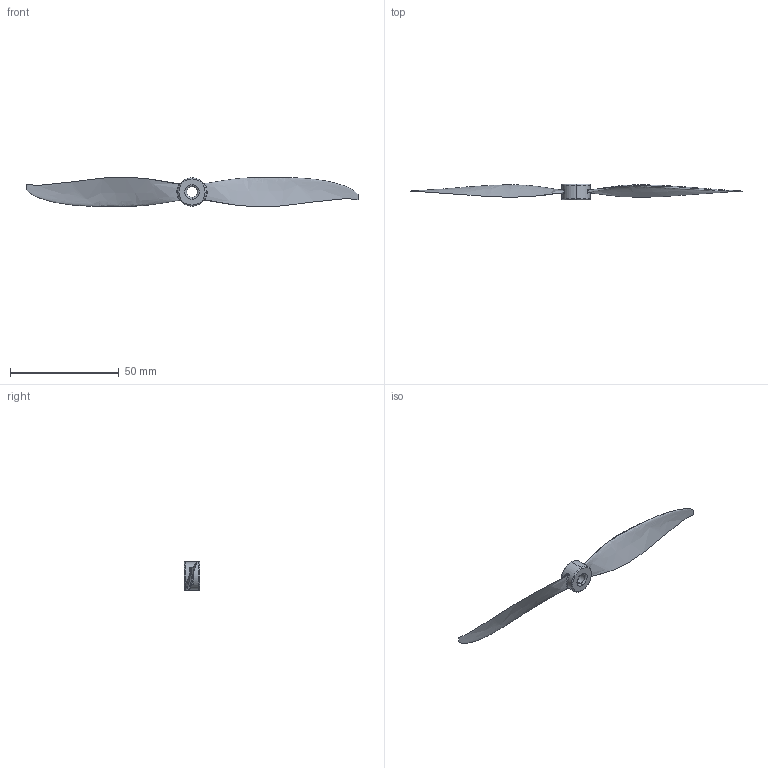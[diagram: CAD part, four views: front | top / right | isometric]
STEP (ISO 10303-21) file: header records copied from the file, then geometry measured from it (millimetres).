
FILE_DESCRIPTION (( 'STEP AP203' ), '1' );
FILE_NAME ('6x4.5CW.STEP', '2023-03-09T07:15:12', ( '' ), ( '' ), 'SwSTEP 2.0', 'SolidWorks 2019', '' );
FILE_SCHEMA (( 'CONFIG_CONTROL_DESIGN' ));
Length unit declared in the file: millimetre
Products named in the file (1): 6x4.5CW
Bounding box: 152.4 x 7.25 x 13.7 mm (x, y, z)
Volume: 2124.9 mm3; surface area: 3765.5 mm2
Topology: 1 solids, 1 shells, 24 faces, 66 edges, 46 vertices
Faces by surface type: torus 8, bspline 8, cylinder 4, plane 4
Entity records: 3835 total; most frequent: CARTESIAN_POINT 3213, ORIENTED_EDGE 132, DIRECTION 86, EDGE_CURVE 66, VERTEX_POINT 46, AXIS2_PLACEMENT_3D 41, B_SPLINE_CURVE_WITH_KNOTS 38, EDGE_LOOP 28
